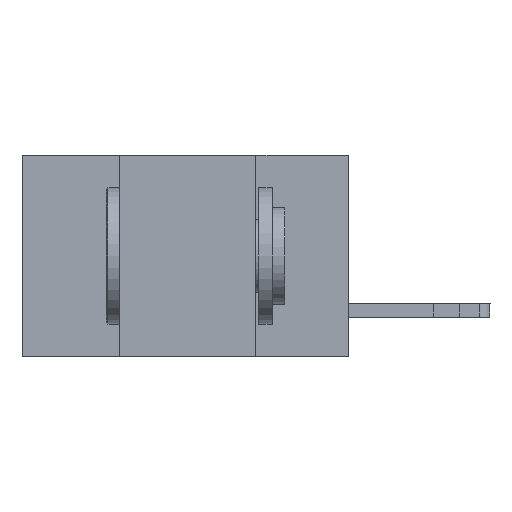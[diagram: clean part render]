
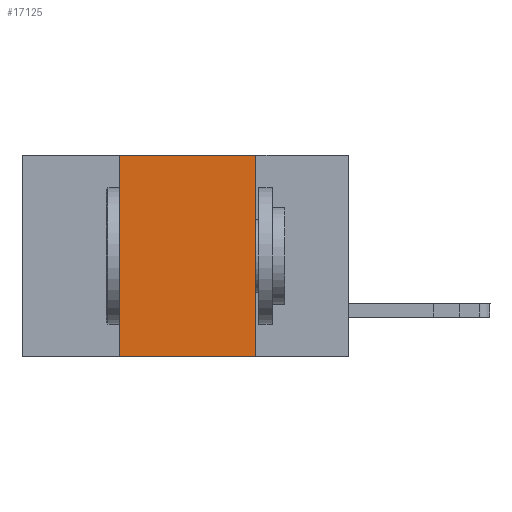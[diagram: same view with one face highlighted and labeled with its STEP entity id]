
A CAD part, left-side view. The second image highlights one B-rep face of the part: STEP entity #17125.
In plain terms, the highlighted planar face has unit normal (-1, 0, 0).
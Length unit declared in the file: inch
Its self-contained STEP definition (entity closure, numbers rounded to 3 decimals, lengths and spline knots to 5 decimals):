
#912 = EDGE_CURVE ( 'NONE', #11230, #11288, #13524, .T. ) ;
#936 = VERTEX_POINT ( 'NONE', #16843 ) ;
#967 = DIRECTION ( 'NONE',  ( 0., 0., 1. ) ) ;
#1282 = ORIENTED_EDGE ( 'NONE', *, *, #16851, .F. ) ;
#1573 = VERTEX_POINT ( 'NONE', #16139 ) ;
#1722 = CARTESIAN_POINT ( 'NONE',  ( 0., 0.17, -0.37 ) ) ;
#1733 = ORIENTED_EDGE ( 'NONE', *, *, #6100, .F. ) ;
#2400 = CARTESIAN_POINT ( 'NONE',  ( 0., 0.6, 0. ) ) ;
#4742 = VECTOR ( 'NONE', #8701, 39.37008 ) ;
#5561 = VECTOR ( 'NONE', #967, 39.37008 ) ;
#5970 = DIRECTION ( 'NONE',  ( 1., 0., 0. ) ) ;
#6100 = EDGE_CURVE ( 'NONE', #1573, #936, #11807, .T. ) ;
#7868 = DIRECTION ( 'NONE',  ( 0., 0., -1. ) ) ;
#8076 = FACE_OUTER_BOUND ( 'NONE', #16676, .T. ) ;
#8701 = DIRECTION ( 'NONE',  ( 0., -1., 0. ) ) ;
#8893 = AXIS2_PLACEMENT_3D ( 'NONE', #2400, #5970, #7868 ) ;
#9773 = PLANE ( 'NONE',  #8893 ) ;
#10595 = CARTESIAN_POINT ( 'NONE',  ( 0., 0.42, 0. ) ) ;
#10865 = CARTESIAN_POINT ( 'NONE',  ( 0., 0.17, 0. ) ) ;
#11230 = VERTEX_POINT ( 'NONE', #14079 ) ;
#11288 = VERTEX_POINT ( 'NONE', #1722 ) ;
#11690 = CARTESIAN_POINT ( 'NONE',  ( 0., 0.6, -0.37 ) ) ;
#11807 = LINE ( 'NONE', #10595, #5561 ) ;
#13524 = LINE ( 'NONE', #10865, #22398 ) ;
#13906 = ORIENTED_EDGE ( 'NONE', *, *, #22241, .T. ) ;
#14079 = CARTESIAN_POINT ( 'NONE',  ( 0., 0.17, 0. ) ) ;
#14927 = LINE ( 'NONE', #18077, #15186 ) ;
#15186 = VECTOR ( 'NONE', #23859, 39.37008 ) ;
#15437 = LINE ( 'NONE', #11690, #4742 ) ;
#16139 = CARTESIAN_POINT ( 'NONE',  ( 0., 0.42, -0.37 ) ) ;
#16676 = EDGE_LOOP ( 'NONE', ( #21910, #1282, #1733, #13906 ) ) ;
#16843 = CARTESIAN_POINT ( 'NONE',  ( 0., 0.42, 0. ) ) ;
#16851 = EDGE_CURVE ( 'NONE', #936, #11230, #14927, .T. ) ;
#17125 = ADVANCED_FACE ( 'NONE', ( #8076 ), #9773, .F. ) ;
#18077 = CARTESIAN_POINT ( 'NONE',  ( 0., 0.6, 0. ) ) ;
#21910 = ORIENTED_EDGE ( 'NONE', *, *, #912, .F. ) ;
#22241 = EDGE_CURVE ( 'NONE', #1573, #11288, #15437, .T. ) ;
#22398 = VECTOR ( 'NONE', #24176, 39.37008 ) ;
#23859 = DIRECTION ( 'NONE',  ( 0., -1., 0. ) ) ;
#24176 = DIRECTION ( 'NONE',  ( 0., 0., -1. ) ) ;
